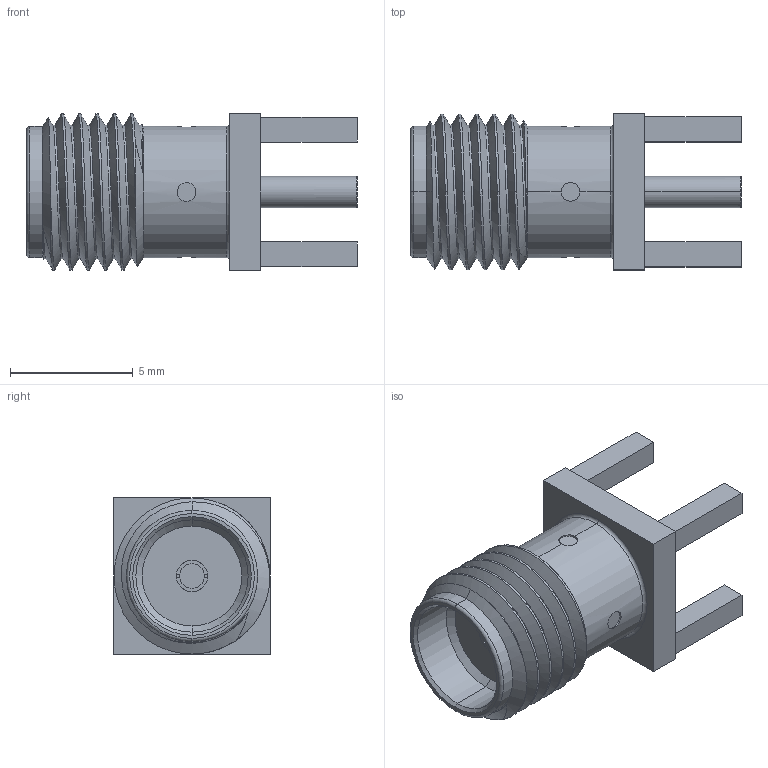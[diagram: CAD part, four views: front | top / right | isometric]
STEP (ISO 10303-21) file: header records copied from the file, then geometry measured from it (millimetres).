
FILE_DESCRIPTION (( 'STEP AP203' ), '1' );
FILE_NAME ('PE44198.step', '2018-10-31T22:26:15', ( '' ), ( '' ), 'SwSTEP 2.0', 'SolidWorks 2017', '' );
FILE_SCHEMA (( 'CONFIG_CONTROL_DESIGN' ));
Length unit declared in the file: inch
Products named in the file (1): PE44198
Bounding box: 13.46 x 6.35 x 6.35 mm (x, y, z)
Volume: 239.4 mm3; surface area: 676.6 mm2
Topology: 3 solids, 3 shells, 95 faces, 230 edges, 148 vertices
Faces by surface type: plane 43, cylinder 35, cone 8, torus 6, bspline 3
Entity records: 3710 total; most frequent: CARTESIAN_POINT 1469, ORIENTED_EDGE 460, DIRECTION 434, EDGE_CURVE 230, AXIS2_PLACEMENT_3D 157, VERTEX_POINT 148, LINE 120, VECTOR 120
